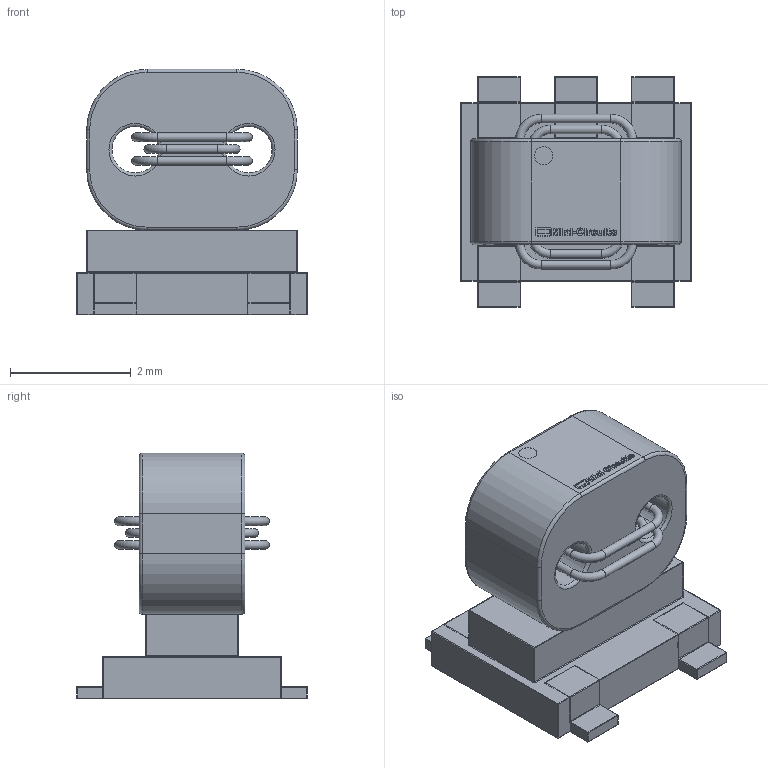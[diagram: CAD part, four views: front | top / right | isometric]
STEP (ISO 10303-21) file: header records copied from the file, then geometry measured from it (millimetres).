
FILE_DESCRIPTION(/* description */ (''),/* implementation_level */ '2;1');
FILE_NAME(/* name */ 'Mini-Circuits TC1-1-13M+.stp',/* time_stamp */ '2019-11-16T00:42:39-04:00',/* author */ ('Ricardo'),/* organization */ (''),/* preprocessor_version */ 'ST-DEVELOPER v18',/* originating_system */ 'Autodesk Inventor 2020',/* authorisation */ '');
FILE_SCHEMA (('AUTOMOTIVE_DESIGN { 1 0 10303 214 3 1 1 }'));
Length unit declared in the file: millimetre
Products named in the file (7): Mini-Circuits TC1-1-13M+; terminals; base; core; green cable; red cable; logo
Assembly tree (6 placements, depth 2):
  Mini-Circuits TC1-1-13M+
    terminals
    base
    core
    green cable
    red cable
    logo
Bounding box: 3.81 x 3.81 x 4.06 mm (x, y, z)
Volume: 25.4 mm3; surface area: 107.4 mm2
Topology: 29 solids, 29 shells, 533 faces, 1216 edges, 736 vertices
Faces by surface type: plane 228, cylinder 151, sphere 62, bspline 54, torus 38
Full cylindrical faces by diameter (mm): 0.142 x12, 0.3 x1, 0.769 x2
Entity records: 15329 total; most frequent: CARTESIAN_POINT 3152, DIRECTION 2474, ORIENTED_EDGE 2432, EDGE_CURVE 1216, AXIS2_PLACEMENT_3D 872, VERTEX_POINT 736, LINE 730, VECTOR 730
